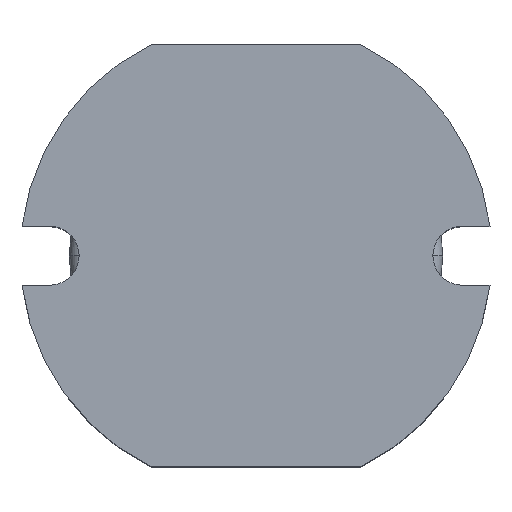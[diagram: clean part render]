
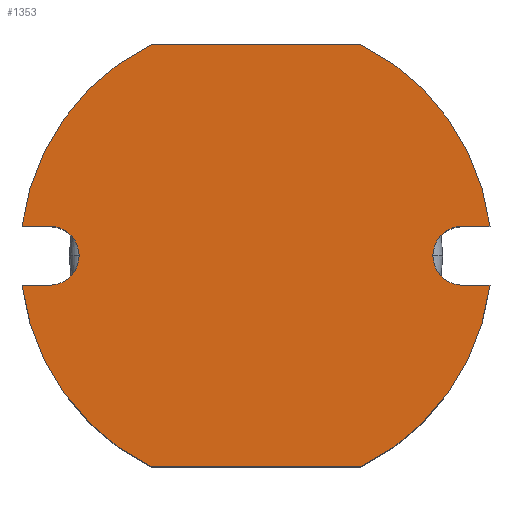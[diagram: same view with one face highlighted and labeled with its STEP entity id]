
A CAD part, top view. The second image highlights one B-rep face of the part: STEP entity #1353.
In plain terms, the highlighted planar face has unit normal (0, 0, 1).
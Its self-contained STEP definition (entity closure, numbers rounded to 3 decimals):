
#945=CARTESIAN_POINT('',(1.067,-2.15,3.5));
#946=VERTEX_POINT('',#945);
#953=CARTESIAN_POINT('',(-1.067,-2.15,3.5));
#954=VERTEX_POINT('',#953);
#955=CARTESIAN_POINT('',(-1.067,-2.15,3.5));
#956=DIRECTION('',(1.0,0.0,0.0));
#957=VECTOR('',#956,2.133);
#958=LINE('',#955,#957);
#959=EDGE_CURVE('',#954,#946,#958,.T.);
#984=CARTESIAN_POINT('',(2.381,-0.3,3.5));
#985=VERTEX_POINT('',#984);
#992=CARTESIAN_POINT('',(0.,0.,3.5));
#993=DIRECTION('',(0.0,0.0,1.));
#994=DIRECTION('',(0.815,-0.579,0.0));
#995=AXIS2_PLACEMENT_3D('',#992,#993,#994);
#996=CIRCLE('',#995,2.4);
#997=EDGE_CURVE('',#946,#985,#996,.T.);
#1016=CARTESIAN_POINT('',(2.1,-0.3,3.5));
#1017=VERTEX_POINT('',#1016);
#1024=CARTESIAN_POINT('',(2.381,-0.3,3.5));
#1025=DIRECTION('',(-1.0,0.0,0.0));
#1026=VECTOR('',#1025,0.281);
#1027=LINE('',#1024,#1026);
#1028=EDGE_CURVE('',#985,#1017,#1027,.T.);
#1048=CARTESIAN_POINT('',(2.1,0.3,3.5));
#1049=VERTEX_POINT('',#1048);
#1056=CARTESIAN_POINT('',(2.1,0.,3.5));
#1057=DIRECTION('',(0.0,0.0,-1.0));
#1058=DIRECTION('',(-1.0,0.0,0.0));
#1059=AXIS2_PLACEMENT_3D('',#1056,#1057,#1058);
#1060=CIRCLE('',#1059,0.3);
#1061=EDGE_CURVE('',#1017,#1049,#1060,.T.);
#1080=CARTESIAN_POINT('',(2.381,0.3,3.5));
#1081=VERTEX_POINT('',#1080);
#1088=CARTESIAN_POINT('',(2.1,0.3,3.5));
#1089=DIRECTION('',(1.0,0.0,0.0));
#1090=VECTOR('',#1089,0.281);
#1091=LINE('',#1088,#1090);
#1092=EDGE_CURVE('',#1049,#1081,#1091,.T.);
#1112=CARTESIAN_POINT('',(1.067,2.15,3.5));
#1113=VERTEX_POINT('',#1112);
#1120=CARTESIAN_POINT('',(0.0,0.,3.5));
#1121=DIRECTION('',(0.0,0.0,1.0));
#1122=DIRECTION('',(0.815,0.579,0.0));
#1123=AXIS2_PLACEMENT_3D('',#1120,#1121,#1122);
#1124=CIRCLE('',#1123,2.4);
#1125=EDGE_CURVE('',#1081,#1113,#1124,.T.);
#1144=CARTESIAN_POINT('',(-1.067,2.15,3.5));
#1145=VERTEX_POINT('',#1144);
#1152=CARTESIAN_POINT('',(1.067,2.15,3.5));
#1153=DIRECTION('',(-1.0,0.0,0.0));
#1154=VECTOR('',#1153,2.133);
#1155=LINE('',#1152,#1154);
#1156=EDGE_CURVE('',#1113,#1145,#1155,.T.);
#1176=CARTESIAN_POINT('',(-2.381,0.3,3.5));
#1177=VERTEX_POINT('',#1176);
#1184=CARTESIAN_POINT('',(0.,0.0,3.5));
#1185=DIRECTION('',(0.0,0.0,1.));
#1186=DIRECTION('',(-0.815,0.579,0.0));
#1187=AXIS2_PLACEMENT_3D('',#1184,#1185,#1186);
#1188=CIRCLE('',#1187,2.4);
#1189=EDGE_CURVE('',#1145,#1177,#1188,.T.);
#1208=CARTESIAN_POINT('',(-2.1,0.3,3.5));
#1209=VERTEX_POINT('',#1208);
#1216=CARTESIAN_POINT('',(-2.381,0.3,3.5));
#1217=DIRECTION('',(1.0,0.0,0.0));
#1218=VECTOR('',#1217,0.281);
#1219=LINE('',#1216,#1218);
#1220=EDGE_CURVE('',#1177,#1209,#1219,.T.);
#1240=CARTESIAN_POINT('',(-2.1,-0.3,3.5));
#1241=VERTEX_POINT('',#1240);
#1248=CARTESIAN_POINT('',(-2.1,0.,3.5));
#1249=DIRECTION('',(0.0,0.0,-1.0));
#1250=DIRECTION('',(1.0,0.0,0.0));
#1251=AXIS2_PLACEMENT_3D('',#1248,#1249,#1250);
#1252=CIRCLE('',#1251,0.3);
#1253=EDGE_CURVE('',#1209,#1241,#1252,.T.);
#1272=CARTESIAN_POINT('',(-2.381,-0.3,3.5));
#1273=VERTEX_POINT('',#1272);
#1280=CARTESIAN_POINT('',(-2.1,-0.3,3.5));
#1281=DIRECTION('',(-1.0,0.0,0.0));
#1282=VECTOR('',#1281,0.281);
#1283=LINE('',#1280,#1282);
#1284=EDGE_CURVE('',#1241,#1273,#1283,.T.);
#1303=CARTESIAN_POINT('',(0.,0.,3.5));
#1304=DIRECTION('',(0.0,0.0,1.0));
#1305=DIRECTION('',(-0.815,-0.579,0.0));
#1306=AXIS2_PLACEMENT_3D('',#1303,#1304,#1305);
#1307=CIRCLE('',#1306,2.4);
#1308=EDGE_CURVE('',#1273,#954,#1307,.T.);
#1334=CARTESIAN_POINT('',(0.,0.,3.5));
#1335=DIRECTION('',(0.0,0.0,1.0));
#1336=DIRECTION('',(1.0,0.0,0.0));
#1337=AXIS2_PLACEMENT_3D('',#1334,#1335,#1336);
#1338=PLANE('',#1337);
#1339=ORIENTED_EDGE('',*,*,#1308,.T.);
#1340=ORIENTED_EDGE('',*,*,#959,.T.);
#1341=ORIENTED_EDGE('',*,*,#997,.T.);
#1342=ORIENTED_EDGE('',*,*,#1028,.T.);
#1343=ORIENTED_EDGE('',*,*,#1061,.T.);
#1344=ORIENTED_EDGE('',*,*,#1092,.T.);
#1345=ORIENTED_EDGE('',*,*,#1125,.T.);
#1346=ORIENTED_EDGE('',*,*,#1156,.T.);
#1347=ORIENTED_EDGE('',*,*,#1189,.T.);
#1348=ORIENTED_EDGE('',*,*,#1220,.T.);
#1349=ORIENTED_EDGE('',*,*,#1253,.T.);
#1350=ORIENTED_EDGE('',*,*,#1284,.T.);
#1351=EDGE_LOOP('',(#1339,#1340,#1341,#1342,#1343,#1344,#1345,#1346,#1347,#1348,#1349,#1350));
#1352=FACE_OUTER_BOUND('',#1351,.T.);
#1353=ADVANCED_FACE('',(#1352),#1338,.T.);
